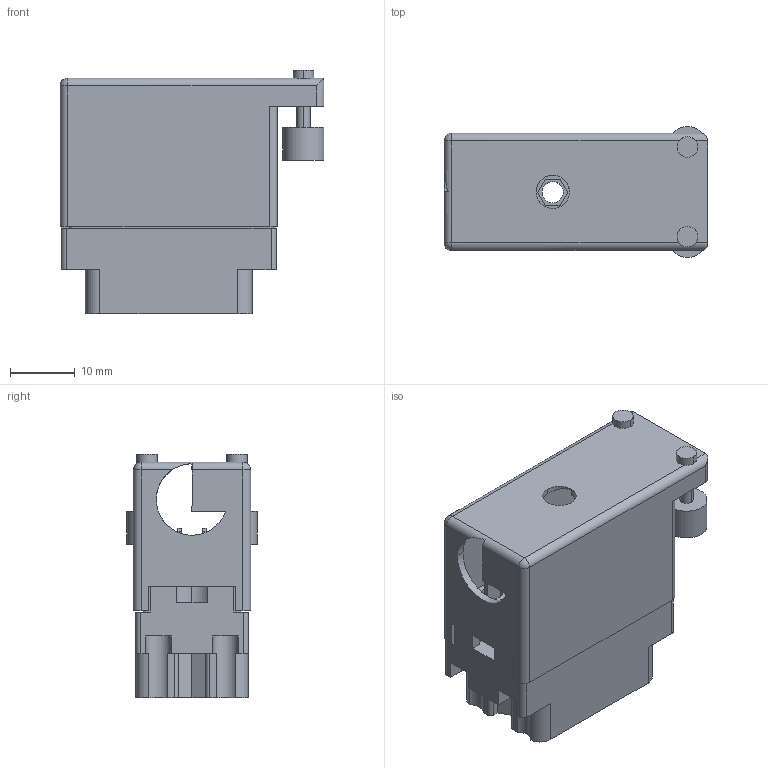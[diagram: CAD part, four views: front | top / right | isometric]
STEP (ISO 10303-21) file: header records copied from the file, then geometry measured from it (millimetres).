
FILE_DESCRIPTION (( 'STEP AP203' ), '1' );
FILE_NAME ('516-020-501-120.STEP', '2020-09-07T00:42:03', ( '' ), ( '' ), 'SwSTEP 2.0', 'SolidWorks 2020', '' );
FILE_SCHEMA (( 'CONFIG_CONTROL_DESIGN' ));
Length unit declared in the file: inch
Products named in the file (4): 516-230-001_Plastic - 020 Side Entry; 516-020-501-120; 516 Plug Insulator_020; 516-292-001_501 Contact
Assembly tree (22 placements, depth 2):
  516-020-501-120
    516 Plug Insulator_020
    516-292-001_501 Contact  x20
    516-230-001_Plastic - 020 Side Entry
Bounding box: 40.87 x 20.24 x 37.77 mm (x, y, z)
Volume: 8935.9 mm3; surface area: 16817.6 mm2
Topology: 22 solids, 22 shells, 2120 faces, 6158 edges, 4085 vertices
Faces by surface type: plane 1288, cylinder 708, bspline 120, cone 2, sphere 2
Entity records: 26354 total; most frequent: CARTESIAN_POINT 4794, ORIENTED_EDGE 4408, DIRECTION 4259, EDGE_CURVE 2204, VECTOR 1605, LINE 1605, VERTEX_POINT 1463, AXIS2_PLACEMENT_3D 1327
